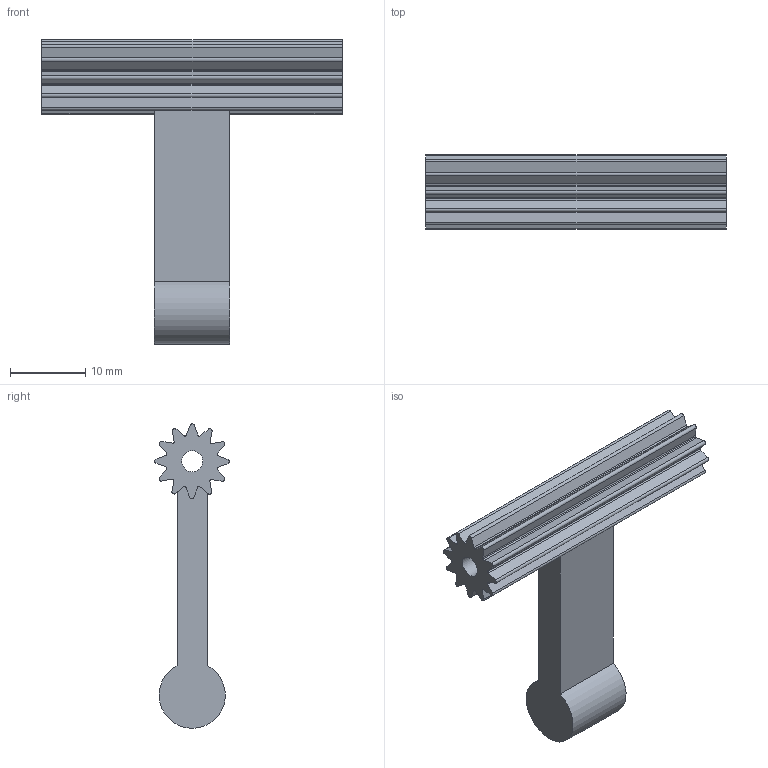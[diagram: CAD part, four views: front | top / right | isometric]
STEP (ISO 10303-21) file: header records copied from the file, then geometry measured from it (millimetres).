
FILE_DESCRIPTION(/* description */ (''),/* implementation_level */ '2;1');
FILE_NAME(/* name */ '30_Cube_Z_Focus_MGN12_manual_gear_v3.ipt.step',/* time_stamp */ '2022-11-29T08:19:11+01:00',/* author */ ('diederichbenedict'),/* organization */ (''),/* preprocessor_version */ 'ST-DEVELOPER v18.1',/* originating_system */ 'Autodesk Inventor 2022',/* authorisation */ '');
FILE_SCHEMA (('AUTOMOTIVE_DESIGN { 1 0 10303 214 3 1 1 }'));
Length unit declared in the file: millimetre
Products named in the file (1): 30_Cube_Z_Focus_MGN12_manual_gear_v3
Bounding box: 40 x 9.99 x 40.53 mm (x, y, z)
Volume: 3524.7 mm3; surface area: 3277.9 mm2
Topology: 1 solids, 1 shells, 73 faces, 225 edges, 150 vertices
Faces by surface type: cylinder 39, plane 34
Full cylindrical faces by diameter (mm): 2.8 x1
Entity records: 2598 total; most frequent: DIRECTION 459, ORIENTED_EDGE 450, CARTESIAN_POINT 449, EDGE_CURVE 225, AXIS2_PLACEMENT_3D 160, VERTEX_POINT 150, LINE 139, VECTOR 139
